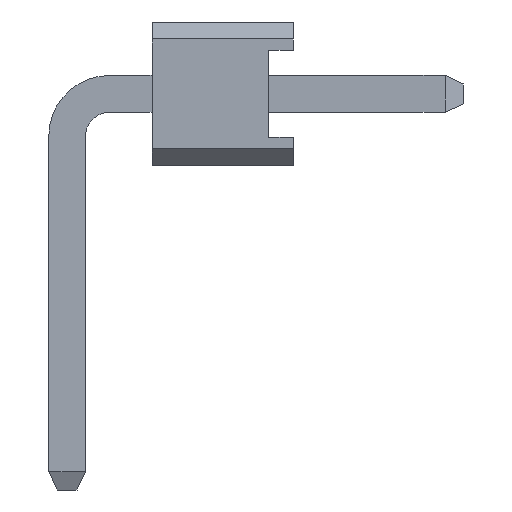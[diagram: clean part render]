
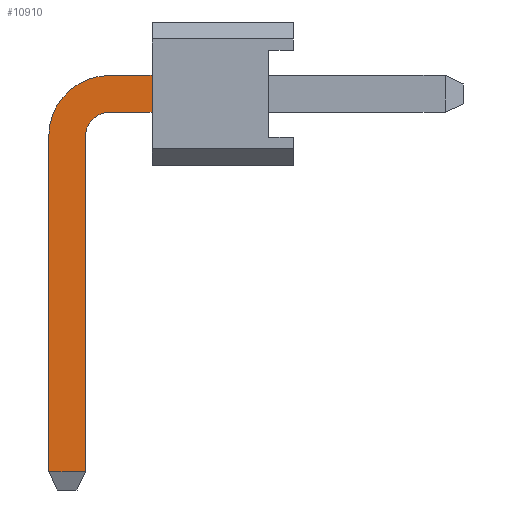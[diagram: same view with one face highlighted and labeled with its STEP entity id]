
A CAD part, left-side view. The second image highlights one B-rep face of the part: STEP entity #10910.
In plain terms, the highlighted planar face has unit normal (-1, 0, 0).
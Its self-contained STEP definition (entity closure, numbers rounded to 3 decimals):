
#10889 = VERTEX_POINT ( 'NONE', #12195 ) ;
#10890 = ORIENTED_EDGE ( 'NONE', *, *, #10891, .F. ) ;
#10891 = EDGE_CURVE ( 'NONE', #10892, #10889, #12194, .T. ) ;
#10892 = VERTEX_POINT ( 'NONE', #12189 ) ;
#10893 = ORIENTED_EDGE ( 'NONE', *, *, #10894, .T. ) ;
#10894 = EDGE_CURVE ( 'NONE', #10892, #11043, #12188, .T. ) ;
#10895 = ORIENTED_EDGE ( 'NONE', *, *, #11042, .T. ) ;
#10896 = ORIENTED_EDGE ( 'NONE', *, *, #10897, .F. ) ;
#10897 = EDGE_CURVE ( 'NONE', #10898, #11044, #12184, .T. ) ;
#10898 = VERTEX_POINT ( 'NONE', #12180 ) ;
#10899 = ORIENTED_EDGE ( 'NONE', *, *, #10900, .T. ) ;
#10900 = EDGE_CURVE ( 'NONE', #10898, #10914, #12241, .T. ) ;
#10910 = ADVANCED_FACE ( 'NONE', ( #12221 ), #12219, .F. ) ;
#10911 = EDGE_LOOP ( 'NONE', ( #10912, #10922, #10925, #10890, #10893, #10895, #10896, #10899 ) ) ;
#10912 = ORIENTED_EDGE ( 'NONE', *, *, #10913, .T. ) ;
#10913 = EDGE_CURVE ( 'NONE', #10914, #10915, #12220, .T. ) ;
#10914 = VERTEX_POINT ( 'NONE', #12211 ) ;
#10915 = VERTEX_POINT ( 'NONE', #12210 ) ;
#10922 = ORIENTED_EDGE ( 'NONE', *, *, #10923, .T. ) ;
#10923 = EDGE_CURVE ( 'NONE', #10915, #10924, #12248, .T. ) ;
#10924 = VERTEX_POINT ( 'NONE', #12243 ) ;
#10925 = ORIENTED_EDGE ( 'NONE', *, *, #10926, .F. ) ;
#10926 = EDGE_CURVE ( 'NONE', #10889, #10924, #12244, .T. ) ;
#11042 = EDGE_CURVE ( 'NONE', #11043, #11044, #12431, .T. ) ;
#11043 = VERTEX_POINT ( 'NONE', #12490 ) ;
#11044 = VERTEX_POINT ( 'NONE', #12489 ) ;
#12180 = CARTESIAN_POINT ( 'NONE',  ( -0.325, 3.25, 0.325 ) ) ;
#12181 = DIRECTION ( 'NONE',  ( 0., -1., 0. ) ) ;
#12182 = VECTOR ( 'NONE', #12181, 1000. ) ;
#12183 = CARTESIAN_POINT ( 'NONE',  ( -0.325, 3.25, 0.325 ) ) ;
#12184 = LINE ( 'NONE', #12183, #12182 ) ;
#12185 = DIRECTION ( 'NONE',  ( 0., -1., 0. ) ) ;
#12186 = VECTOR ( 'NONE', #12185, 1000. ) ;
#12187 = CARTESIAN_POINT ( 'NONE',  ( -0.325, 3.25, -0.325 ) ) ;
#12188 = LINE ( 'NONE', #12187, #12186 ) ;
#12189 = CARTESIAN_POINT ( 'NONE',  ( -0.325, 3.25, -0.325 ) ) ;
#12190 = DIRECTION ( 'NONE',  ( 0., 0., 1. ) ) ;
#12191 = DIRECTION ( 'NONE',  ( -1., 0., 0. ) ) ;
#12192 = CARTESIAN_POINT ( 'NONE',  ( -0.325, 3.25, -0.75 ) ) ;
#12193 = AXIS2_PLACEMENT_3D ( 'NONE', #12192, #12191, #12190 ) ;
#12194 = CIRCLE ( 'NONE', #12193, 0.425 ) ;
#12195 = CARTESIAN_POINT ( 'NONE',  ( -0.325, 3.675, -0.75 ) ) ;
#12210 = CARTESIAN_POINT ( 'NONE',  ( -0.325, 4.325, -6.678 ) ) ;
#12211 = CARTESIAN_POINT ( 'NONE',  ( -0.325, 4.325, -0.75 ) ) ;
#12212 = DIRECTION ( 'NONE',  ( 0., 0., -1. ) ) ;
#12213 = VECTOR ( 'NONE', #12212, 1000. ) ;
#12214 = CARTESIAN_POINT ( 'NONE',  ( -0.325, 4.325, -0.75 ) ) ;
#12215 = DIRECTION ( 'NONE',  ( 0., 0., -1. ) ) ;
#12216 = DIRECTION ( 'NONE',  ( 1., 0., 0. ) ) ;
#12217 = CARTESIAN_POINT ( 'NONE',  ( -0.325, 3.25, 0.325 ) ) ;
#12218 = AXIS2_PLACEMENT_3D ( 'NONE', #12217, #12216, #12215 ) ;
#12219 = PLANE ( 'NONE',  #12218 ) ;
#12220 = LINE ( 'NONE', #12214, #12213 ) ;
#12221 = FACE_OUTER_BOUND ( 'NONE', #10911, .T. ) ;
#12237 = DIRECTION ( 'NONE',  ( 0., 0., 1. ) ) ;
#12238 = DIRECTION ( 'NONE',  ( -1., 0., 0. ) ) ;
#12239 = CARTESIAN_POINT ( 'NONE',  ( -0.325, 3.25, -0.75 ) ) ;
#12240 = AXIS2_PLACEMENT_3D ( 'NONE', #12239, #12238, #12237 ) ;
#12241 = CIRCLE ( 'NONE', #12240, 1.075 ) ;
#12243 = CARTESIAN_POINT ( 'NONE',  ( -0.325, 3.675, -6.678 ) ) ;
#12244 = LINE ( 'NONE', #12299, #12298 ) ;
#12245 = DIRECTION ( 'NONE',  ( 0., -1., 0. ) ) ;
#12246 = VECTOR ( 'NONE', #12245, 1000. ) ;
#12247 = CARTESIAN_POINT ( 'NONE',  ( -0.325, 3.25, -6.678 ) ) ;
#12248 = LINE ( 'NONE', #12247, #12246 ) ;
#12297 = DIRECTION ( 'NONE',  ( 0., 0., -1. ) ) ;
#12298 = VECTOR ( 'NONE', #12297, 1000. ) ;
#12299 = CARTESIAN_POINT ( 'NONE',  ( -0.325, 3.675, -0.75 ) ) ;
#12431 = LINE ( 'NONE', #12493, #12492 ) ;
#12489 = CARTESIAN_POINT ( 'NONE',  ( -0.325, 2.5, 0.325 ) ) ;
#12490 = CARTESIAN_POINT ( 'NONE',  ( -0.325, 2.5, -0.325 ) ) ;
#12491 = DIRECTION ( 'NONE',  ( 0., 0., 1. ) ) ;
#12492 = VECTOR ( 'NONE', #12491, 1000. ) ;
#12493 = CARTESIAN_POINT ( 'NONE',  ( -0.325, 2.5, -1.27 ) ) ;
